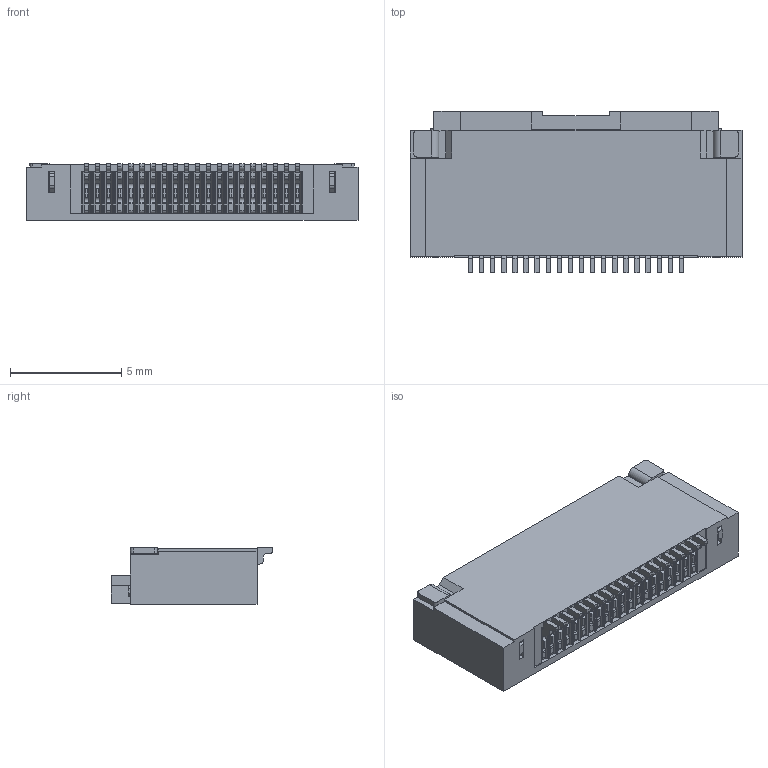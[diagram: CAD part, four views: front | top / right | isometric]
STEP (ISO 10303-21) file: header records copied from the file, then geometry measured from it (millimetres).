
FILE_DESCRIPTION((''),'2;1');
FILE_NAME('FPC05-255H-COVER-20P_ASM','2022-12-19T16:23:30',('Administrator'),(''),'CREO PARAMETRIC BY PTC INC, 2020033','CREO PARAMETRIC BY PTC INC, 2020033','');
FILE_SCHEMA(('CONFIG_CONTROL_DESIGN'));
Products named in the file (1): FPC05-255H-COVER-20P_ASM
Bounding box: 14.95 x 7.25 x 2.55 mm (x, y, z)
Volume: 156.6 mm3; surface area: 926.7 mm2
Topology: 1 solids, 1 shells, 1920 faces, 5877 edges, 3813 vertices
Faces by surface type: plane 1076, cylinder 762, sphere 40, torus 40, bspline 2
Entity records: 66512 total; most frequent: CARTESIAN_POINT 12782, ORIENTED_EDGE 11754, DIRECTION 11040, EDGE_CURVE 5877, VECTOR 4122, LINE 4122, VERTEX_POINT 3813, AXIS2_PLACEMENT_3D 3459
